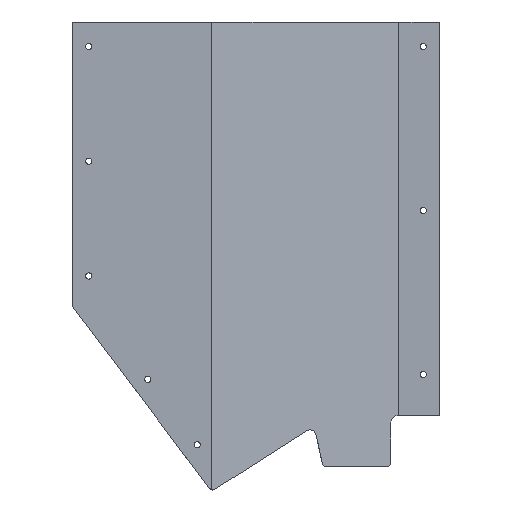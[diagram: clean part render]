
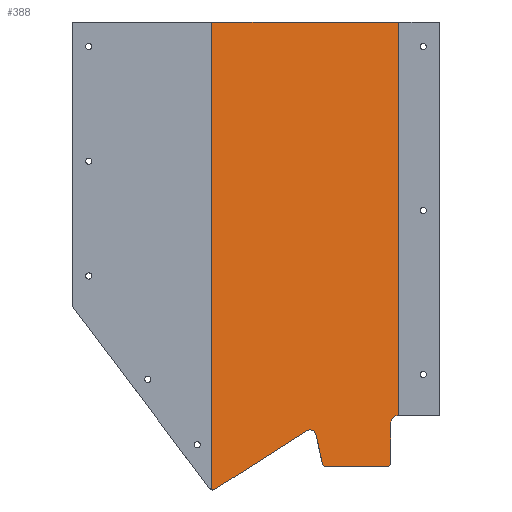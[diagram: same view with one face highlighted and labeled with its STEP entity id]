
A CAD part, left-side view. The second image highlights one B-rep face of the part: STEP entity #388.
In plain terms, the highlighted planar face has unit normal (-0.985, -0.173, 0).
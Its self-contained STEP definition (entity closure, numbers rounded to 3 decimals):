
#5 = CIRCLE ( 'NONE', #293, 3.175 ) ;
#7 = CARTESIAN_POINT ( 'NONE',  ( 291.49, 5727.647, -2759.71 ) ) ;
#8 = CARTESIAN_POINT ( 'NONE',  ( 266.515, 5870.004, -3121.74 ) ) ;
#18 = VERTEX_POINT ( 'NONE', #895 ) ;
#31 = LINE ( 'NONE', #807, #1282 ) ;
#66 = AXIS2_PLACEMENT_3D ( 'NONE', #1293, #1287, #1204 ) ;
#83 = VERTEX_POINT ( 'NONE', #1170 ) ;
#92 = EDGE_CURVE ( 'NONE', #766, #732, #651, .T. ) ;
#101 = DIRECTION ( 'NONE',  ( -0.173, 0.985, 0. ) ) ;
#103 = DIRECTION ( 'NONE',  ( -0.146, 0.833, -0.533 ) ) ;
#108 = CARTESIAN_POINT ( 'NONE',  ( 281.115, 5786.789, -3101.616 ) ) ;
#139 = CARTESIAN_POINT ( 'NONE',  ( 266.225, 5871.659, -3122.238 ) ) ;
#153 = EDGE_CURVE ( 'NONE', #840, #1061, #1031, .T. ) ;
#178 = FACE_OUTER_BOUND ( 'NONE', #492, .T. ) ;
#181 = EDGE_CURVE ( 'NONE', #224, #395, #718, .T. ) ;
#190 = CARTESIAN_POINT ( 'NONE',  ( 278.93, 5799.242, -3076.432 ) ) ;
#221 = CARTESIAN_POINT ( 'NONE',  ( 266.428, 5870.504, -3122.06 ) ) ;
#223 = CARTESIAN_POINT ( 'NONE',  ( 291.49, 5727.647, -2759.71 ) ) ;
#224 = VERTEX_POINT ( 'NONE', #238 ) ;
#238 = CARTESIAN_POINT ( 'NONE',  ( 290.402, 5733.849, -3070.86 ) ) ;
#250 =( BOUNDED_CURVE ( )  B_SPLINE_CURVE ( 3, ( #8, #221, #884, #1199 ),
 .UNSPECIFIED., .F., .F. ) 
 B_SPLINE_CURVE_WITH_KNOTS ( ( 4, 4 ),
 ( 4.712, 5.267 ),
 .UNSPECIFIED. ) 
 CURVE ( )  GEOMETRIC_REPRESENTATION_ITEM ( )  RATIONAL_B_SPLINE_CURVE ( ( 1., 0.975, 0.975, 1. ) ) 
 REPRESENTATION_ITEM ( '' )  );
#273 = CARTESIAN_POINT ( 'NONE',  ( 281.651, 5783.733, -3100.94 ) ) ;
#282 = ORIENTED_EDGE ( 'NONE', *, *, #931, .F. ) ;
#287 = ORIENTED_EDGE ( 'NONE', *, *, #1296, .F. ) ;
#293 = AXIS2_PLACEMENT_3D ( 'NONE', #1273, #948, #368 ) ;
#358 = CARTESIAN_POINT ( 'NONE',  ( 266.09, 5872.427, -2759.71 ) ) ;
#363 = LINE ( 'NONE', #358, #742 ) ;
#368 = DIRECTION ( 'NONE',  ( 0.173, -0.985, 0. ) ) ;
#376 = ORIENTED_EDGE ( 'NONE', *, *, #532, .F. ) ;
#382 = VERTEX_POINT ( 'NONE', #1005 ) ;
#388 = ADVANCED_FACE ( 'NONE', ( #178 ), #879, .T. ) ;
#392 = DIRECTION ( 'NONE',  ( -0.037, 0.21, 0.977 ) ) ;
#395 = VERTEX_POINT ( 'NONE', #500 ) ;
#400 = VERTEX_POINT ( 'NONE', #1182 ) ;
#430 = CARTESIAN_POINT ( 'NONE',  ( 279.325, 5796.992, -3074.991 ) ) ;
#434 = AXIS2_PLACEMENT_3D ( 'NONE', #767, #965, #1060 ) ;
#446 =( BOUNDED_CURVE ( )  B_SPLINE_CURVE ( 2, ( #448, #845, #1147, #430, #832 ),
 .UNSPECIFIED., .F., .F. ) 
 B_SPLINE_CURVE_WITH_KNOTS ( ( 3, 2, 3 ),
 ( 0., 0.005, 0.01 ),
 .UNSPECIFIED. ) 
 CURVE ( )  GEOMETRIC_REPRESENTATION_ITEM ( )  RATIONAL_B_SPLINE_CURVE ( ( 1., 0.886, 1., 0.886, 1. ) ) 
 REPRESENTATION_ITEM ( '' )  );
#448 = CARTESIAN_POINT ( 'NONE',  ( 280.288, 5791.5, -3079.66 ) ) ;
#458 = CARTESIAN_POINT ( 'NONE',  ( 266.09, 5872.427, -3122.152 ) ) ;
#478 = DIRECTION ( 'NONE',  ( 0.985, 0.173, 0. ) ) ;
#480 = AXIS2_PLACEMENT_3D ( 'NONE', #273, #478, #580 ) ;
#492 = EDGE_LOOP ( 'NONE', ( #376, #657, #282, #927, #625, #564, #608, #946, #589, #1107, #1194, #287, #856 ) ) ;
#500 = CARTESIAN_POINT ( 'NONE',  ( 290.402, 5733.849, -3100.94 ) ) ;
#508 = VECTOR ( 'NONE', #392, 1000. ) ;
#532 = EDGE_CURVE ( 'NONE', #1188, #382, #446, .T. ) ;
#551 = VERTEX_POINT ( 'NONE', #108 ) ;
#552 = VECTOR ( 'NONE', #1123, 1000. ) ;
#555 = CARTESIAN_POINT ( 'NONE',  ( 266.225, 5871.659, -3122.238 ) ) ;
#560 = EDGE_CURVE ( 'NONE', #551, #1188, #1303, .T. ) ;
#564 = ORIENTED_EDGE ( 'NONE', *, *, #181, .F. ) ;
#580 = DIRECTION ( 'NONE',  ( 0.173, -0.985, 0. ) ) ;
#589 = ORIENTED_EDGE ( 'NONE', *, *, #875, .F. ) ;
#607 = CARTESIAN_POINT ( 'NONE',  ( 266.18, 5871.918, -3122.241 ) ) ;
#608 = ORIENTED_EDGE ( 'NONE', *, *, #760, .F. ) ;
#625 = ORIENTED_EDGE ( 'NONE', *, *, #749, .F. ) ;
#651 =( BOUNDED_CURVE ( )  B_SPLINE_CURVE ( 3, ( #139, #607, #829, #1210 ),
 .UNSPECIFIED., .F., .F. ) 
 B_SPLINE_CURVE_WITH_KNOTS ( ( 4, 4 ),
 ( 5.267, 5.513 ),
 .UNSPECIFIED. ) 
 CURVE ( )  GEOMETRIC_REPRESENTATION_ITEM ( )  RATIONAL_B_SPLINE_CURVE ( ( 1., 0.995, 0.995, 1. ) ) 
 REPRESENTATION_ITEM ( '' )  );
#657 = ORIENTED_EDGE ( 'NONE', *, *, #560, .F. ) ;
#702 = CARTESIAN_POINT ( 'NONE',  ( 291.49, 5727.647, -3064.51 ) ) ;
#718 = LINE ( 'NONE', #1239, #552 ) ;
#732 = VERTEX_POINT ( 'NONE', #458 ) ;
#742 = VECTOR ( 'NONE', #1064, 1000. ) ;
#749 = EDGE_CURVE ( 'NONE', #395, #1112, #5, .T. ) ;
#760 = EDGE_CURVE ( 'NONE', #1061, #224, #831, .T. ) ;
#766 = VERTEX_POINT ( 'NONE', #555 ) ;
#767 = CARTESIAN_POINT ( 'NONE',  ( 291.5, 5727.595, -3070.86 ) ) ;
#769 = EDGE_CURVE ( 'NONE', #732, #400, #363, .T. ) ;
#786 = CARTESIAN_POINT ( 'NONE',  ( 266.1, 5872.375, -2759.71 ) ) ;
#807 = CARTESIAN_POINT ( 'NONE',  ( 266.1, 5872.375, -3104.115 ) ) ;
#820 = DIRECTION ( 'NONE',  ( 0., 0., -1. ) ) ;
#829 = CARTESIAN_POINT ( 'NONE',  ( 266.135, 5872.175, -3122.212 ) ) ;
#831 = CIRCLE ( 'NONE', #434, 6.35 ) ;
#832 = CARTESIAN_POINT ( 'NONE',  ( 278.93, 5799.242, -3076.432 ) ) ;
#840 = VERTEX_POINT ( 'NONE', #7 ) ;
#845 = CARTESIAN_POINT ( 'NONE',  ( 280.19, 5792.06, -3077.047 ) ) ;
#847 = VECTOR ( 'NONE', #883, 1000. ) ;
#856 = ORIENTED_EDGE ( 'NONE', *, *, #893, .F. ) ;
#869 = CARTESIAN_POINT ( 'NONE',  ( 280.288, 5791.5, -3079.66 ) ) ;
#875 = EDGE_CURVE ( 'NONE', #400, #840, #1208, .T. ) ;
#879 = PLANE ( 'NONE',  #66 ) ;
#883 = DIRECTION ( 'NONE',  ( 0.173, -0.985, 0. ) ) ;
#884 = CARTESIAN_POINT ( 'NONE',  ( 266.328, 5871.07, -3122.23 ) ) ;
#893 = EDGE_CURVE ( 'NONE', #382, #18, #970, .T. ) ;
#895 = CARTESIAN_POINT ( 'NONE',  ( 266.515, 5870.004, -3121.74 ) ) ;
#910 = CARTESIAN_POINT ( 'NONE',  ( 289.854, 5736.976, -3104.115 ) ) ;
#919 = CARTESIAN_POINT ( 'NONE',  ( 281.115, 5786.789, -3101.616 ) ) ;
#927 = ORIENTED_EDGE ( 'NONE', *, *, #1139, .F. ) ;
#931 = EDGE_CURVE ( 'NONE', #83, #551, #1067, .T. ) ;
#934 = VECTOR ( 'NONE', #820, 1000. ) ;
#946 = ORIENTED_EDGE ( 'NONE', *, *, #153, .F. ) ;
#948 = DIRECTION ( 'NONE',  ( 0.985, 0.173, 0. ) ) ;
#965 = DIRECTION ( 'NONE',  ( -0.985, -0.173, 0. ) ) ;
#970 = LINE ( 'NONE', #190, #980 ) ;
#980 = VECTOR ( 'NONE', #103, 1000. ) ;
#1005 = CARTESIAN_POINT ( 'NONE',  ( 278.93, 5799.242, -3076.432 ) ) ;
#1031 = LINE ( 'NONE', #223, #934 ) ;
#1060 = DIRECTION ( 'NONE',  ( 0.173, -0.985, 0. ) ) ;
#1061 = VERTEX_POINT ( 'NONE', #702 ) ;
#1064 = DIRECTION ( 'NONE',  ( 0., 0., 1. ) ) ;
#1067 = CIRCLE ( 'NONE', #480, 3.175 ) ;
#1107 = ORIENTED_EDGE ( 'NONE', *, *, #769, .F. ) ;
#1112 = VERTEX_POINT ( 'NONE', #910 ) ;
#1123 = DIRECTION ( 'NONE',  ( 0., 0., -1. ) ) ;
#1139 = EDGE_CURVE ( 'NONE', #1112, #83, #31, .T. ) ;
#1147 = CARTESIAN_POINT ( 'NONE',  ( 279.757, 5794.526, -3076.019 ) ) ;
#1170 = CARTESIAN_POINT ( 'NONE',  ( 281.651, 5783.733, -3104.115 ) ) ;
#1182 = CARTESIAN_POINT ( 'NONE',  ( 266.09, 5872.427, -2759.71 ) ) ;
#1188 = VERTEX_POINT ( 'NONE', #869 ) ;
#1194 = ORIENTED_EDGE ( 'NONE', *, *, #92, .F. ) ;
#1199 = CARTESIAN_POINT ( 'NONE',  ( 266.225, 5871.659, -3122.238 ) ) ;
#1204 = DIRECTION ( 'NONE',  ( 0.173, -0.985, 0. ) ) ;
#1208 = LINE ( 'NONE', #786, #847 ) ;
#1210 = CARTESIAN_POINT ( 'NONE',  ( 266.09, 5872.427, -3122.152 ) ) ;
#1239 = CARTESIAN_POINT ( 'NONE',  ( 290.402, 5733.849, -2759.71 ) ) ;
#1273 = CARTESIAN_POINT ( 'NONE',  ( 289.854, 5736.976, -3100.94 ) ) ;
#1282 = VECTOR ( 'NONE', #101, 1000. ) ;
#1287 = DIRECTION ( 'NONE',  ( -0.985, -0.173, 0. ) ) ;
#1293 = CARTESIAN_POINT ( 'NONE',  ( 266.1, 5872.375, -2759.71 ) ) ;
#1296 = EDGE_CURVE ( 'NONE', #18, #766, #250, .T. ) ;
#1303 = LINE ( 'NONE', #919, #508 ) ;
